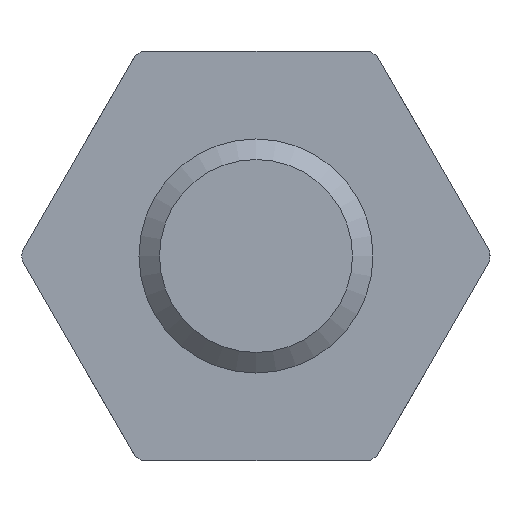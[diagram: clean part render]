
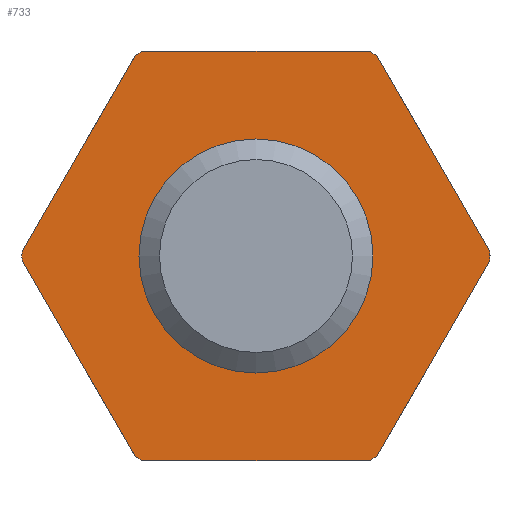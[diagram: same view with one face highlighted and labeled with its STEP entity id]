
A CAD part, front view. The second image highlights one B-rep face of the part: STEP entity #733.
In plain terms, the highlighted planar face has unit normal (0, -1, 0).
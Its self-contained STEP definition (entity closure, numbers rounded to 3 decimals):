
#23=FACE_BOUND('',#126,.T.);
#47=PLANE('',#831);
#81=FACE_OUTER_BOUND('',#125,.T.);
#125=EDGE_LOOP('',(#584,#585,#586,#587,#588,#589,#590,#591,#592,#593,#594,
#595));
#126=EDGE_LOOP('',(#596));
#164=CIRCLE('',#817,8.);
#166=CIRCLE('',#820,8.);
#167=CIRCLE('',#822,8.);
#169=CIRCLE('',#825,8.);
#173=CIRCLE('',#830,8.);
#174=CIRCLE('',#832,8.);
#175=CIRCLE('',#833,3.5);
#203=LINE('',#1254,#245);
#207=LINE('',#1271,#249);
#209=LINE('',#1276,#251);
#213=LINE('',#1293,#255);
#216=LINE('',#1304,#258);
#219=LINE('',#1315,#261);
#245=VECTOR('',#966,10.);
#249=VECTOR('',#972,10.);
#251=VECTOR('',#976,10.);
#255=VECTOR('',#982,10.);
#258=VECTOR('',#987,10.);
#261=VECTOR('',#992,10.);
#307=VERTEX_POINT('',#1252);
#308=VERTEX_POINT('',#1253);
#313=VERTEX_POINT('',#1268);
#314=VERTEX_POINT('',#1270);
#315=VERTEX_POINT('',#1274);
#316=VERTEX_POINT('',#1275);
#321=VERTEX_POINT('',#1290);
#322=VERTEX_POINT('',#1292);
#325=VERTEX_POINT('',#1301);
#326=VERTEX_POINT('',#1303);
#329=VERTEX_POINT('',#1312);
#330=VERTEX_POINT('',#1314);
#332=VERTEX_POINT('',#1336);
#390=EDGE_CURVE('',#307,#308,#203,.T.);
#396=EDGE_CURVE('',#314,#313,#207,.T.);
#398=EDGE_CURVE('',#315,#316,#209,.T.);
#404=EDGE_CURVE('',#322,#321,#213,.T.);
#408=EDGE_CURVE('',#326,#325,#216,.T.);
#412=EDGE_CURVE('',#330,#329,#219,.T.);
#415=EDGE_CURVE('',#308,#330,#164,.T.);
#417=EDGE_CURVE('',#316,#322,#166,.T.);
#418=EDGE_CURVE('',#329,#315,#167,.T.);
#420=EDGE_CURVE('',#321,#314,#169,.T.);
#424=EDGE_CURVE('',#313,#326,#173,.T.);
#425=EDGE_CURVE('',#325,#307,#174,.T.);
#426=EDGE_CURVE('',#332,#332,#175,.T.);
#584=ORIENTED_EDGE('',*,*,#390,.T.);
#585=ORIENTED_EDGE('',*,*,#415,.T.);
#586=ORIENTED_EDGE('',*,*,#412,.T.);
#587=ORIENTED_EDGE('',*,*,#418,.T.);
#588=ORIENTED_EDGE('',*,*,#398,.T.);
#589=ORIENTED_EDGE('',*,*,#417,.T.);
#590=ORIENTED_EDGE('',*,*,#404,.T.);
#591=ORIENTED_EDGE('',*,*,#420,.T.);
#592=ORIENTED_EDGE('',*,*,#396,.T.);
#593=ORIENTED_EDGE('',*,*,#424,.T.);
#594=ORIENTED_EDGE('',*,*,#408,.T.);
#595=ORIENTED_EDGE('',*,*,#425,.T.);
#596=ORIENTED_EDGE('',*,*,#426,.F.);
#733=ADVANCED_FACE('',(#81,#23),#47,.T.);
#817=AXIS2_PLACEMENT_3D('',#1319,#998,#999);
#820=AXIS2_PLACEMENT_3D('',#1322,#1004,#1005);
#822=AXIS2_PLACEMENT_3D('',#1324,#1008,#1009);
#825=AXIS2_PLACEMENT_3D('',#1327,#1014,#1015);
#830=AXIS2_PLACEMENT_3D('',#1333,#1024,#1025);
#831=AXIS2_PLACEMENT_3D('',#1334,#1026,#1027);
#832=AXIS2_PLACEMENT_3D('',#1335,#1028,#1029);
#833=AXIS2_PLACEMENT_3D('',#1337,#1030,#1031);
#966=DIRECTION('',(-1.,0.,0.));
#972=DIRECTION('',(0.5,0.,0.866));
#976=DIRECTION('',(0.5,0.,-0.866));
#982=DIRECTION('',(1.,0.,0.));
#987=DIRECTION('',(-0.5,0.,0.866));
#992=DIRECTION('',(-0.5,0.,-0.866));
#998=DIRECTION('center_axis',(0.,-1.,0.));
#999=DIRECTION('ref_axis',(1.,0.,0.));
#1004=DIRECTION('center_axis',(0.,-1.,0.));
#1005=DIRECTION('ref_axis',(1.,0.,0.));
#1008=DIRECTION('center_axis',(0.,-1.,0.));
#1009=DIRECTION('ref_axis',(1.,0.,0.));
#1014=DIRECTION('center_axis',(0.,-1.,0.));
#1015=DIRECTION('ref_axis',(1.,0.,0.));
#1024=DIRECTION('center_axis',(0.,-1.,0.));
#1025=DIRECTION('ref_axis',(1.,0.,0.));
#1026=DIRECTION('center_axis',(0.,-1.,0.));
#1027=DIRECTION('ref_axis',(0.,0.,-1.));
#1028=DIRECTION('center_axis',(0.,-1.,0.));
#1029=DIRECTION('ref_axis',(1.,0.,0.));
#1030=DIRECTION('center_axis',(0.,-1.,0.));
#1031=DIRECTION('ref_axis',(1.,0.,0.));
#1252=CARTESIAN_POINT('',(3.873,40.9,7.));
#1253=CARTESIAN_POINT('',(-3.873,40.9,7.));
#1254=CARTESIAN_POINT('',(-0.186,40.9,7.));
#1268=CARTESIAN_POINT('',(7.999,40.9,-0.146));
#1270=CARTESIAN_POINT('',(4.126,40.9,-6.854));
#1271=CARTESIAN_POINT('',(7.468,40.9,-1.065));
#1274=CARTESIAN_POINT('',(-7.999,40.9,-0.146));
#1275=CARTESIAN_POINT('',(-4.126,40.9,-6.854));
#1276=CARTESIAN_POINT('',(-4.656,40.9,-5.935));
#1290=CARTESIAN_POINT('',(3.873,40.9,-7.));
#1292=CARTESIAN_POINT('',(-3.873,40.9,-7.));
#1293=CARTESIAN_POINT('',(3.686,40.9,-7.));
#1301=CARTESIAN_POINT('',(4.126,40.9,6.854));
#1303=CARTESIAN_POINT('',(7.999,40.9,0.146));
#1304=CARTESIAN_POINT('',(5.531,40.9,4.419));
#1312=CARTESIAN_POINT('',(-7.999,40.9,0.146));
#1314=CARTESIAN_POINT('',(-4.126,40.9,6.854));
#1315=CARTESIAN_POINT('',(-6.593,40.9,2.581));
#1319=CARTESIAN_POINT('Origin',(0.,40.9,0.));
#1322=CARTESIAN_POINT('Origin',(0.,40.9,0.));
#1324=CARTESIAN_POINT('Origin',(0.,40.9,0.));
#1327=CARTESIAN_POINT('Origin',(0.,40.9,0.));
#1333=CARTESIAN_POINT('Origin',(0.,40.9,0.));
#1334=CARTESIAN_POINT('Origin',(3.5,40.9,0.));
#1335=CARTESIAN_POINT('Origin',(0.,40.9,0.));
#1336=CARTESIAN_POINT('',(-3.5,40.9,0.));
#1337=CARTESIAN_POINT('Origin',(0.,40.9,0.));
